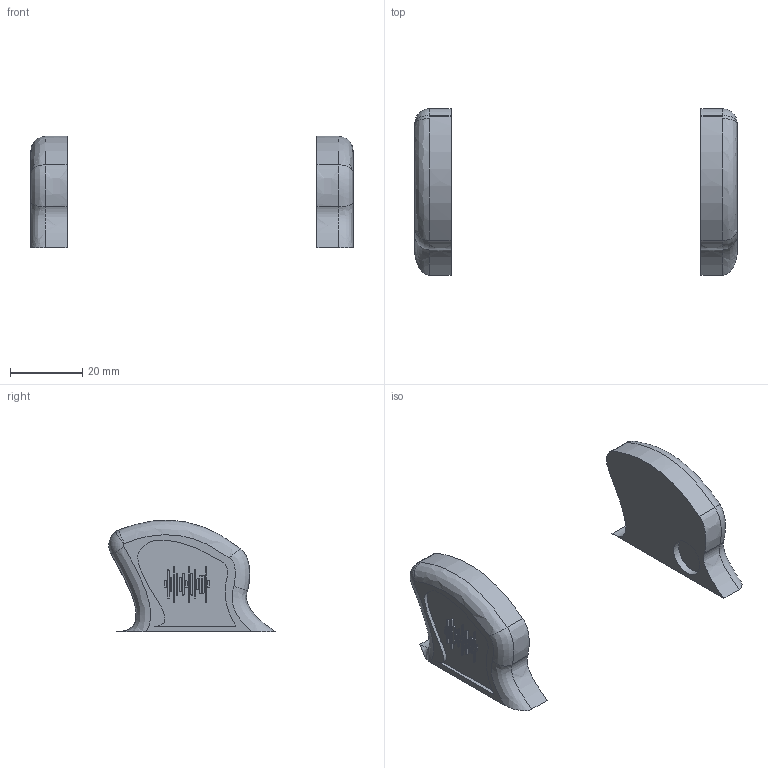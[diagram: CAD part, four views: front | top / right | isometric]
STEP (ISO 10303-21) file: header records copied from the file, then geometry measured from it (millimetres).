
FILE_DESCRIPTION(('FreeCAD Model'),'2;1');
FILE_NAME('Open CASCADE Shape Model','2025-08-14T16:39:15',(''),(''), 'Open CASCADE STEP processor 7.8','FreeCAD','Unknown');
FILE_SCHEMA(('AUTOMOTIVE_DESIGN { 1 0 10303 214 1 1 1 1 }'));
Length unit declared in the file: millimetre
Products named in the file (1): side
Bounding box: 89 x 45.94 x 30.79 mm (x, y, z)
Volume: 18198.1 mm3; surface area: 6941.9 mm2
Topology: 2 solids, 2 shells, 328 faces, 854 edges, 566 vertices
Faces by surface type: plane 174, cylinder 126, extrusion 16, bspline 10, revolution 2
Full cylindrical faces by diameter (mm): 10.2 x2
Entity records: 11935 total; most frequent: CARTESIAN_POINT 3747, ORIENTED_EDGE 1708, DIRECTION 1670, EDGE_CURVE 854, VERTEX_POINT 566, VECTOR 558, AXIS2_PLACEMENT_3D 555, LINE 542
